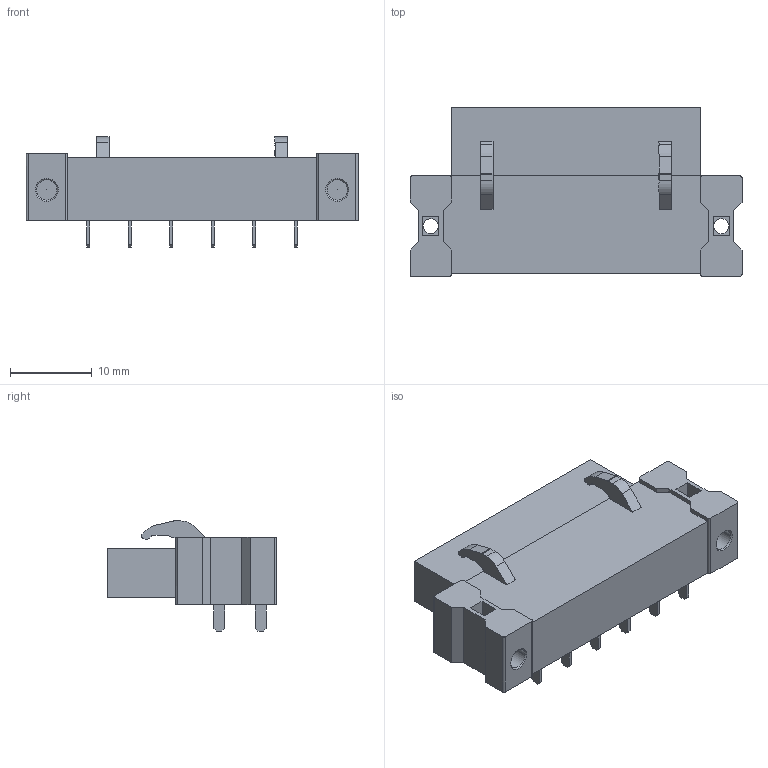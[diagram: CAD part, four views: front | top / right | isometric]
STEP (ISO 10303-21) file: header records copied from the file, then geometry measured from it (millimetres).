
FILE_DESCRIPTION(('CATIA V5 STEP Exchange','CAx-IF Rec.Pracs.--- Model Styling and Organization---1.4--- 2014-01-23'),'2;1');
FILE_NAME ('D1490046_0_2067800000_2067800000.stp','2021-06-17T06:56:23+00:00',('none'),('Weidmueller'),'CATIA Version 5-6 Release 2016 SP3 HF44','CATIA V5 STEP AP214','none');
FILE_SCHEMA(('AUTOMOTIVE_DESIGN { 1 0 10303 214 1 1 1 1 }'));
Length unit declared in the file: millimetre
Products named in the file (1): 2067800000
Bounding box: 40.64 x 20.65 x 13.48 mm (x, y, z)
Volume: 5122.9 mm3; surface area: 3015.7 mm2
Topology: 13 solids, 13 shells, 310 faces, 758 edges, 502 vertices
Faces by surface type: plane 244, cylinder 42, cone 24
Entity records: 9169 total; most frequent: CARTESIAN_POINT 1832, ORIENTED_EDGE 1516, DIRECTION 1199, EDGE_CURVE 758, VECTOR 634, LINE 634, VERTEX_POINT 502, EDGE_LOOP 350
